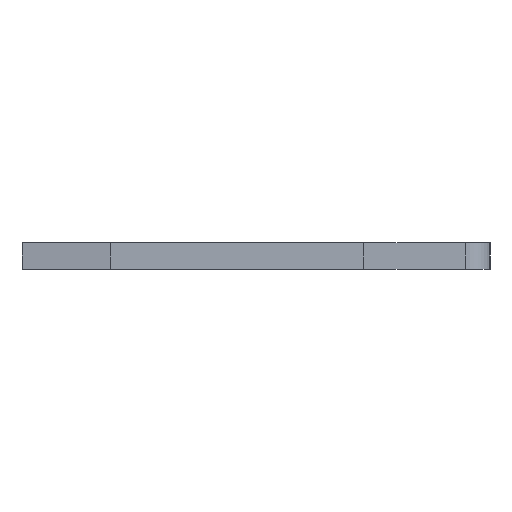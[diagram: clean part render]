
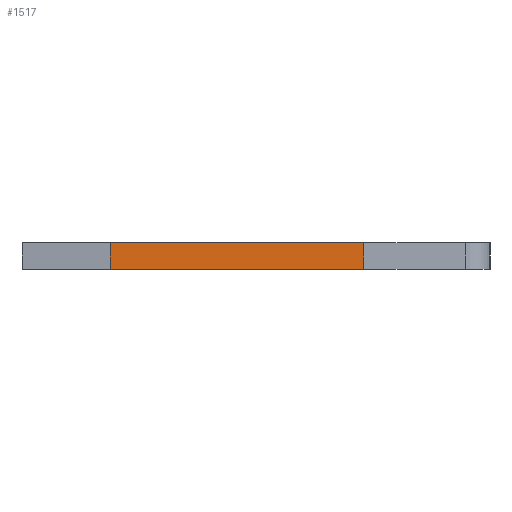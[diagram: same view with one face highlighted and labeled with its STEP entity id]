
A CAD part, left-side view. The second image highlights one B-rep face of the part: STEP entity #1517.
In plain terms, the highlighted face is planar.
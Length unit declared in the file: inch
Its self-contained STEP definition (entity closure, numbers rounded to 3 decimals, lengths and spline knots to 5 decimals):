
#3 = CARTESIAN_POINT ( 'NONE',  ( 0.013, 0.146, -0.0575 ) ) ;
#23 = ORIENTED_EDGE ( 'NONE', *, *, #811, .F. ) ;
#50 = ORIENTED_EDGE ( 'NONE', *, *, #557, .T. ) ;
#63 = PLANE ( 'NONE',  #790 ) ;
#95 = EDGE_CURVE ( 'NONE', #628, #1245, #2061, .T. ) ;
#132 = DIRECTION ( 'NONE',  ( 0., 1., 0. ) ) ;
#137 = CARTESIAN_POINT ( 'NONE',  ( -0.013, 0.146, -0.0575 ) ) ;
#224 = EDGE_LOOP ( 'NONE', ( #50, #657, #23, #1191 ) ) ;
#236 = LINE ( 'NONE', #3, #1558 ) ;
#402 = DIRECTION ( 'NONE',  ( -1., 0., 0. ) ) ;
#451 = DIRECTION ( 'NONE',  ( 0., 1., 0. ) ) ;
#557 = EDGE_CURVE ( 'NONE', #1803, #1245, #959, .T. ) ;
#628 = VERTEX_POINT ( 'NONE', #1290 ) ;
#631 = DIRECTION ( 'NONE',  ( 1., 0., 0. ) ) ;
#657 = ORIENTED_EDGE ( 'NONE', *, *, #95, .F. ) ;
#790 = AXIS2_PLACEMENT_3D ( 'NONE', #1632, #1849, #631 ) ;
#811 = EDGE_CURVE ( 'NONE', #1899, #628, #236, .T. ) ;
#877 = DIRECTION ( 'NONE',  ( -1., 0., 0. ) ) ;
#896 = CARTESIAN_POINT ( 'NONE',  ( 0.013, -0.099, -0.0575 ) ) ;
#946 = CARTESIAN_POINT ( 'NONE',  ( -0.013, -0.099, -0.0575 ) ) ;
#959 = LINE ( 'NONE', #137, #1825 ) ;
#1087 = VECTOR ( 'NONE', #877, 39.37008 ) ;
#1155 = VECTOR ( 'NONE', #402, 39.37008 ) ;
#1160 = CARTESIAN_POINT ( 'NONE',  ( 0.013, -0.099, -0.0575 ) ) ;
#1191 = ORIENTED_EDGE ( 'NONE', *, *, #1288, .T. ) ;
#1245 = VERTEX_POINT ( 'NONE', #2054 ) ;
#1288 = EDGE_CURVE ( 'NONE', #1899, #1803, #1918, .T. ) ;
#1290 = CARTESIAN_POINT ( 'NONE',  ( 0.013, 0.146, -0.0575 ) ) ;
#1517 = ADVANCED_FACE ( 'NONE', ( #1912 ), #63, .F. ) ;
#1558 = VECTOR ( 'NONE', #451, 39.37008 ) ;
#1632 = CARTESIAN_POINT ( 'NONE',  ( 0.013, 0.146, -0.0575 ) ) ;
#1740 = CARTESIAN_POINT ( 'NONE',  ( 0.013, 0.146, -0.0575 ) ) ;
#1803 = VERTEX_POINT ( 'NONE', #946 ) ;
#1825 = VECTOR ( 'NONE', #132, 39.37008 ) ;
#1849 = DIRECTION ( 'NONE',  ( 0., 0., 1. ) ) ;
#1899 = VERTEX_POINT ( 'NONE', #1160 ) ;
#1912 = FACE_OUTER_BOUND ( 'NONE', #224, .T. ) ;
#1918 = LINE ( 'NONE', #896, #1155 ) ;
#2054 = CARTESIAN_POINT ( 'NONE',  ( -0.013, 0.146, -0.0575 ) ) ;
#2061 = LINE ( 'NONE', #1740, #1087 ) ;
